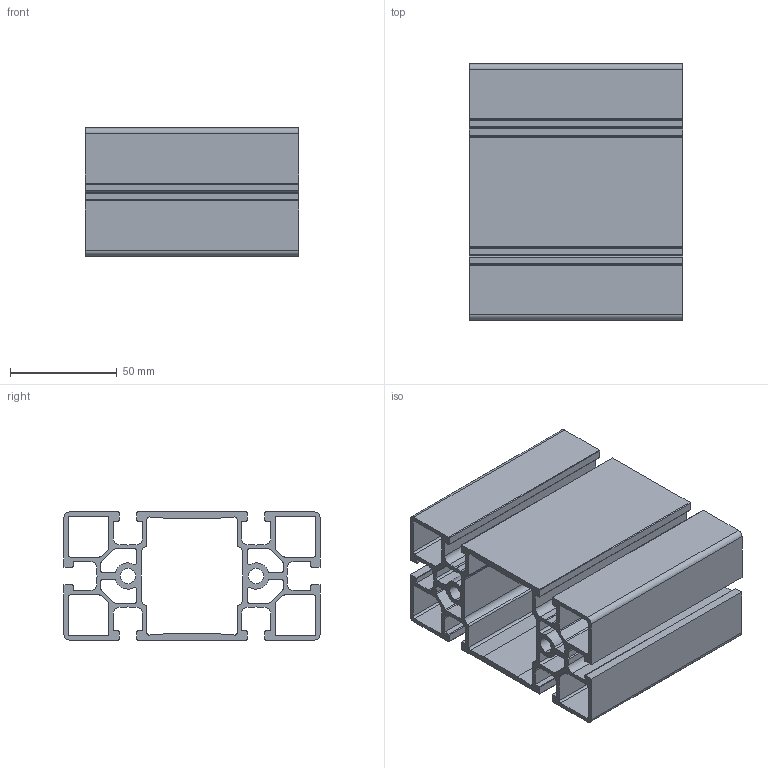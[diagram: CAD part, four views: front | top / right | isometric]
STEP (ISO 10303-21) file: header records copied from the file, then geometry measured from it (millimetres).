
FILE_DESCRIPTION (( 'STEP AP214' ), '1' );
FILE_NAME ('084.101.048.STEP', '2020-07-23T07:30:37', ( '' ), ( '' ), 'SwSTEP 2.0', 'SolidWorks 2018', '' );
FILE_SCHEMA (( 'AUTOMOTIVE_DESIGN' ));
Length unit declared in the file: millimetre
Products named in the file (1): 084.101.048
Bounding box: 100 x 120 x 60 mm (x, y, z)
Volume: 163369.7 mm3; surface area: 135309.3 mm2
Topology: 1 solids, 1 shells, 230 faces, 684 edges, 456 vertices
Faces by surface type: plane 124, cylinder 106
Entity records: 7838 total; most frequent: CARTESIAN_POINT 1371, ORIENTED_EDGE 1368, DIRECTION 1358, EDGE_CURVE 684, VECTOR 472, LINE 472, VERTEX_POINT 456, AXIS2_PLACEMENT_3D 443
